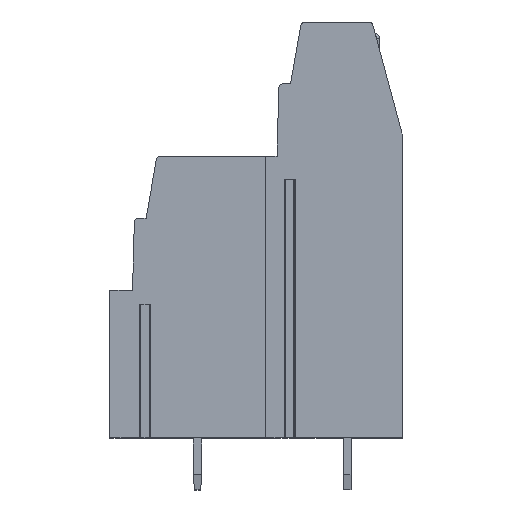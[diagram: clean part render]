
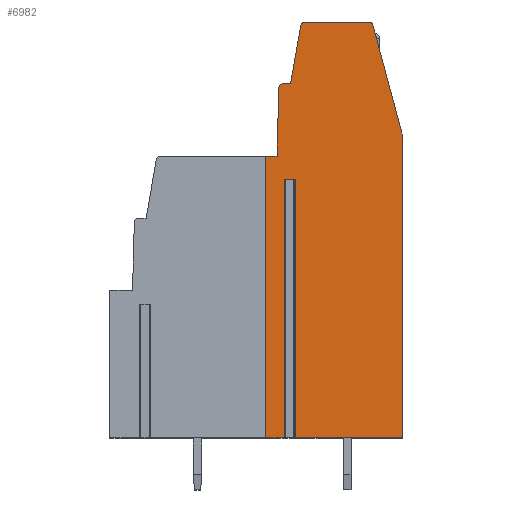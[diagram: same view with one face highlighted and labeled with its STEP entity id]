
A CAD part, top view. The second image highlights one B-rep face of the part: STEP entity #6982.
In plain terms, the highlighted planar face has unit normal (0, 0, 1).
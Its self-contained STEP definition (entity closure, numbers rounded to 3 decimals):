
#13=DIRECTION('',(-1.,0.,0.));
#14=VECTOR('',#13,0.743);
#15=CARTESIAN_POINT('',(1.908,2.65,22.86));
#16=LINE('',#15,#14);
#17=DIRECTION('',(0.,-1.,0.));
#18=VECTOR('',#17,17.55);
#19=CARTESIAN_POINT('',(1.165,2.65,22.86));
#20=LINE('',#19,#18);
#21=DIRECTION('',(1.,0.,0.));
#22=VECTOR('',#21,1.228);
#23=CARTESIAN_POINT('',(-0.063,-14.9,22.86));
#24=LINE('',#23,#22);
#25=DIRECTION('',(-1.,0.,0.));
#26=VECTOR('',#25,0.75);
#27=CARTESIAN_POINT('',(0.687,4.2,22.86));
#28=LINE('',#27,#26);
#29=DIRECTION('',(-0.026,-1.,0.));
#30=VECTOR('',#29,4.609);
#31=CARTESIAN_POINT('',(0.808,8.808,22.86));
#32=LINE('',#31,#30);
#33=CARTESIAN_POINT('',(1.108,8.8,22.86));
#34=DIRECTION('',(0.,0.,1.));
#35=DIRECTION('',(0.,1.,0.));
#36=AXIS2_PLACEMENT_3D('',#33,#34,#35);
#38=DIRECTION('',(-1.,0.,0.));
#39=VECTOR('',#38,0.497);
#40=CARTESIAN_POINT('',(1.605,9.1,22.86));
#41=LINE('',#40,#39);
#42=DIRECTION('',(-0.174,-0.985,0.));
#43=VECTOR('',#42,4.013);
#44=CARTESIAN_POINT('',(2.301,13.052,22.86));
#45=LINE('',#44,#43);
#46=CARTESIAN_POINT('',(2.597,13.,22.86));
#47=DIRECTION('',(0.,0.,1.));
#48=DIRECTION('',(0.,1.,0.));
#49=AXIS2_PLACEMENT_3D('',#46,#47,#48);
#51=DIRECTION('',(-1.,0.,0.));
#52=VECTOR('',#51,4.31);
#53=CARTESIAN_POINT('',(6.907,13.3,22.86));
#54=LINE('',#53,#52);
#55=CARTESIAN_POINT('',(6.907,13.,22.86));
#56=DIRECTION('',(0.,0.,1.));
#57=DIRECTION('',(0.966,0.259,0.));
#58=AXIS2_PLACEMENT_3D('',#55,#56,#57);
#60=CARTESIAN_POINT('',(8.187,5.518,22.86));
#61=DIRECTION('',(0.,0.,1.));
#62=DIRECTION('',(1.,0.,0.));
#63=AXIS2_PLACEMENT_3D('',#60,#61,#62);
#65=DIRECTION('',(0.,1.,0.));
#66=VECTOR('',#65,20.418);
#67=CARTESIAN_POINT('',(9.187,-14.9,22.86));
#68=LINE('',#67,#66);
#69=DIRECTION('',(1.,0.,0.));
#70=VECTOR('',#69,7.279);
#71=CARTESIAN_POINT('',(1.908,-14.9,22.86));
#72=LINE('',#71,#70);
#73=DIRECTION('',(0.,-1.,0.));
#74=VECTOR('',#73,17.55);
#75=CARTESIAN_POINT('',(1.908,2.65,22.86));
#76=LINE('',#75,#74);
#1336=DIRECTION('',(-0.259,0.966,0.));
#1337=VECTOR('',#1336,7.558);
#1338=CARTESIAN_POINT('',(9.153,5.777,22.86));
#1339=LINE('',#1338,#1337);
#2967=DIRECTION('',(0.,-1.,0.));
#2968=VECTOR('',#2967,19.1);
#2969=CARTESIAN_POINT('',(-0.063,4.2,22.86));
#2970=LINE('',#2969,#2968);
#5457=CARTESIAN_POINT('',(9.187,-14.9,22.86));
#5458=CARTESIAN_POINT('',(9.187,5.518,22.86));
#5459=VERTEX_POINT('',#5457);
#5460=VERTEX_POINT('',#5458);
#5461=CARTESIAN_POINT('',(9.153,5.777,22.86));
#5462=VERTEX_POINT('',#5461);
#5463=CARTESIAN_POINT('',(7.197,13.078,22.86));
#5464=CARTESIAN_POINT('',(6.907,13.3,22.86));
#5465=VERTEX_POINT('',#5463);
#5466=VERTEX_POINT('',#5464);
#5467=CARTESIAN_POINT('',(2.597,13.3,22.86));
#5468=VERTEX_POINT('',#5467);
#5469=CARTESIAN_POINT('',(2.301,13.052,22.86));
#5470=VERTEX_POINT('',#5469);
#5471=CARTESIAN_POINT('',(1.605,9.1,22.86));
#5472=VERTEX_POINT('',#5471);
#5473=CARTESIAN_POINT('',(1.108,9.1,22.86));
#5474=VERTEX_POINT('',#5473);
#5475=CARTESIAN_POINT('',(0.808,8.808,22.86));
#5476=VERTEX_POINT('',#5475);
#5477=CARTESIAN_POINT('',(0.687,4.2,22.86));
#5478=VERTEX_POINT('',#5477);
#5521=CARTESIAN_POINT('',(-0.063,-14.9,22.86));
#5523=VERTEX_POINT('',#5521);
#5529=CARTESIAN_POINT('',(-0.063,4.2,22.86));
#5530=VERTEX_POINT('',#5529);
#5605=CARTESIAN_POINT('',(1.908,2.65,22.86));
#5606=CARTESIAN_POINT('',(1.165,2.65,22.86));
#5607=VERTEX_POINT('',#5605);
#5608=VERTEX_POINT('',#5606);
#5609=CARTESIAN_POINT('',(1.908,-14.9,22.86));
#5610=VERTEX_POINT('',#5609);
#5611=CARTESIAN_POINT('',(1.165,-14.9,22.86));
#5612=VERTEX_POINT('',#5611);
#6941=CARTESIAN_POINT('',(0.,0.,22.86));
#6942=DIRECTION('',(0.,0.,1.));
#6943=DIRECTION('',(1.,0.,0.));
#6944=AXIS2_PLACEMENT_3D('',#6941,#6942,#6943);
#6945=PLANE('',#6944);
#6947=ORIENTED_EDGE('',*,*,#6946,.T.);
#6949=ORIENTED_EDGE('',*,*,#6948,.T.);
#6951=ORIENTED_EDGE('',*,*,#6950,.F.);
#6953=ORIENTED_EDGE('',*,*,#6952,.F.);
#6955=ORIENTED_EDGE('',*,*,#6954,.F.);
#6957=ORIENTED_EDGE('',*,*,#6956,.F.);
#6959=ORIENTED_EDGE('',*,*,#6958,.F.);
#6961=ORIENTED_EDGE('',*,*,#6960,.F.);
#6963=ORIENTED_EDGE('',*,*,#6962,.F.);
#6965=ORIENTED_EDGE('',*,*,#6964,.F.);
#6967=ORIENTED_EDGE('',*,*,#6966,.F.);
#6969=ORIENTED_EDGE('',*,*,#6968,.F.);
#6971=ORIENTED_EDGE('',*,*,#6970,.F.);
#6973=ORIENTED_EDGE('',*,*,#6972,.F.);
#6975=ORIENTED_EDGE('',*,*,#6974,.F.);
#6977=ORIENTED_EDGE('',*,*,#6976,.F.);
#6979=ORIENTED_EDGE('',*,*,#6978,.F.);
#6980=EDGE_LOOP('',(#6947,#6949,#6951,#6953,#6955,#6957,#6959,#6961,#6963,#6965,
#6967,#6969,#6971,#6973,#6975,#6977,#6979));
#6981=FACE_OUTER_BOUND('',#6980,.F.);
#37=CIRCLE('',#36,0.3);
#50=CIRCLE('',#49,0.3);
#59=CIRCLE('',#58,0.3);
#64=CIRCLE('',#63,1.);
#6946=EDGE_CURVE('',#5607,#5608,#16,.T.);
#6948=EDGE_CURVE('',#5608,#5612,#20,.T.);
#6950=EDGE_CURVE('',#5523,#5612,#24,.T.);
#6952=EDGE_CURVE('',#5530,#5523,#2970,.T.);
#6954=EDGE_CURVE('',#5478,#5530,#28,.T.);
#6956=EDGE_CURVE('',#5476,#5478,#32,.T.);
#6958=EDGE_CURVE('',#5474,#5476,#37,.T.);
#6960=EDGE_CURVE('',#5472,#5474,#41,.T.);
#6962=EDGE_CURVE('',#5470,#5472,#45,.T.);
#6964=EDGE_CURVE('',#5468,#5470,#50,.T.);
#6966=EDGE_CURVE('',#5466,#5468,#54,.T.);
#6968=EDGE_CURVE('',#5465,#5466,#59,.T.);
#6970=EDGE_CURVE('',#5462,#5465,#1339,.T.);
#6972=EDGE_CURVE('',#5460,#5462,#64,.T.);
#6974=EDGE_CURVE('',#5459,#5460,#68,.T.);
#6976=EDGE_CURVE('',#5610,#5459,#72,.T.);
#6978=EDGE_CURVE('',#5607,#5610,#76,.T.);
#6982=ADVANCED_FACE('',(#6981),#6945,.T.);
